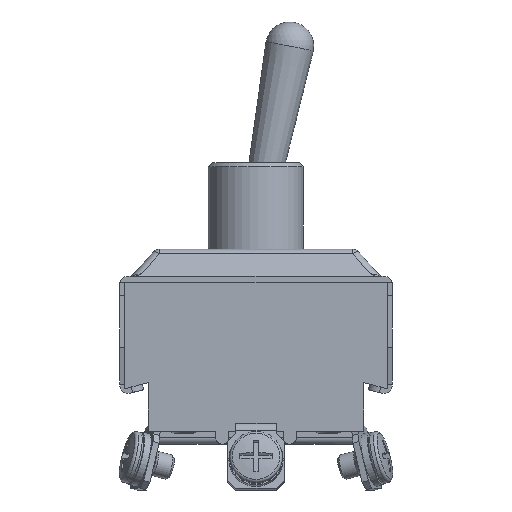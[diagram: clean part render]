
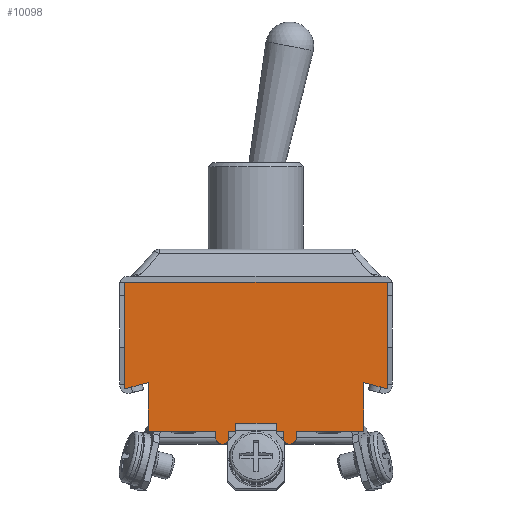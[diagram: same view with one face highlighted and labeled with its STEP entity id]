
A CAD part, front view. The second image highlights one B-rep face of the part: STEP entity #10098.
In plain terms, the highlighted planar face has unit normal (0, -1, 0).
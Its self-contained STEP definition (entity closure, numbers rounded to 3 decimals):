
#530=PLANE('',#10977);
#1308=LINE('',#18662,#2259);
#1317=LINE('',#18679,#2268);
#1367=LINE('',#18781,#2318);
#1382=LINE('',#18813,#2333);
#1403=LINE('',#18853,#2354);
#1426=LINE('',#18914,#2377);
#1428=LINE('',#18918,#2379);
#1430=LINE('',#18925,#2381);
#1435=LINE('',#18934,#2386);
#1436=LINE('',#18937,#2387);
#1442=LINE('',#18950,#2393);
#1444=LINE('',#18954,#2395);
#1453=LINE('',#18970,#2404);
#1454=LINE('',#18972,#2405);
#1458=LINE('',#18980,#2409);
#1459=LINE('',#18982,#2410);
#1471=LINE('',#19006,#2422);
#1472=LINE('',#19008,#2423);
#2259=VECTOR('',#13256,10.);
#2268=VECTOR('',#13269,10.);
#2318=VECTOR('',#13369,10.);
#2333=VECTOR('',#13390,10.);
#2354=VECTOR('',#13441,10.);
#2377=VECTOR('',#13502,10.);
#2379=VECTOR('',#13506,10.);
#2381=VECTOR('',#13514,10.);
#2386=VECTOR('',#13523,10.);
#2387=VECTOR('',#13526,10.);
#2393=VECTOR('',#13540,10.);
#2395=VECTOR('',#13542,10.);
#2404=VECTOR('',#13555,10.);
#2405=VECTOR('',#13558,10.);
#2409=VECTOR('',#13566,10.);
#2410=VECTOR('',#13569,10.);
#2422=VECTOR('',#13595,10.);
#2423=VECTOR('',#13598,10.);
#3015=FACE_OUTER_BOUND('',#3596,.T.);
#3596=EDGE_LOOP('',(#9387,#9388,#9389,#9390,#9391,#9392,#9393,#9394,#9395,
#9396,#9397,#9398,#9399,#9400,#9401,#9402,#9403,#9404,#9405,#9406));
#3956=CIRCLE('',#10949,0.8);
#3957=CIRCLE('',#10956,0.8);
#4977=VERTEX_POINT('',#18659);
#4978=VERTEX_POINT('',#18661);
#4983=VERTEX_POINT('',#18676);
#4984=VERTEX_POINT('',#18678);
#5010=VERTEX_POINT('',#18778);
#5011=VERTEX_POINT('',#18780);
#5024=VERTEX_POINT('',#18810);
#5025=VERTEX_POINT('',#18812);
#5048=VERTEX_POINT('',#18912);
#5049=VERTEX_POINT('',#18916);
#5050=VERTEX_POINT('',#18920);
#5051=VERTEX_POINT('',#18924);
#5053=VERTEX_POINT('',#18932);
#5054=VERTEX_POINT('',#18936);
#5056=VERTEX_POINT('',#18944);
#5057=VERTEX_POINT('',#18948);
#5058=VERTEX_POINT('',#18951);
#5059=VERTEX_POINT('',#18953);
#5064=VERTEX_POINT('',#18968);
#5066=VERTEX_POINT('',#18978);
#6346=EDGE_CURVE('',#4978,#4977,#1308,.T.);
#6355=EDGE_CURVE('',#4984,#4983,#1317,.T.);
#6405=EDGE_CURVE('',#5011,#5010,#1367,.T.);
#6422=EDGE_CURVE('',#5025,#5024,#1382,.T.);
#6443=EDGE_CURVE('',#4977,#4984,#1403,.T.);
#6474=EDGE_CURVE('',#5010,#5048,#1426,.T.);
#6476=EDGE_CURVE('',#5048,#5049,#1428,.T.);
#6478=EDGE_CURVE('',#5049,#5050,#3956,.T.);
#6479=EDGE_CURVE('',#5051,#5025,#1430,.T.);
#6484=EDGE_CURVE('',#5050,#5053,#1435,.T.);
#6485=EDGE_CURVE('',#5054,#5051,#1436,.T.);
#6489=EDGE_CURVE('',#5056,#5054,#3957,.T.);
#6492=EDGE_CURVE('',#5053,#5057,#1442,.T.);
#6494=EDGE_CURVE('',#5059,#5058,#1444,.T.);
#6503=EDGE_CURVE('',#5057,#5064,#1453,.T.);
#6504=EDGE_CURVE('',#5058,#5056,#1454,.T.);
#6508=EDGE_CURVE('',#5064,#5066,#1458,.T.);
#6509=EDGE_CURVE('',#5066,#5059,#1459,.T.);
#6523=EDGE_CURVE('',#4983,#5011,#1471,.T.);
#6524=EDGE_CURVE('',#5024,#4978,#1472,.T.);
#9387=ORIENTED_EDGE('',*,*,#6478,.T.);
#9388=ORIENTED_EDGE('',*,*,#6484,.T.);
#9389=ORIENTED_EDGE('',*,*,#6492,.T.);
#9390=ORIENTED_EDGE('',*,*,#6503,.T.);
#9391=ORIENTED_EDGE('',*,*,#6508,.T.);
#9392=ORIENTED_EDGE('',*,*,#6509,.T.);
#9393=ORIENTED_EDGE('',*,*,#6494,.T.);
#9394=ORIENTED_EDGE('',*,*,#6504,.T.);
#9395=ORIENTED_EDGE('',*,*,#6489,.T.);
#9396=ORIENTED_EDGE('',*,*,#6485,.T.);
#9397=ORIENTED_EDGE('',*,*,#6479,.T.);
#9398=ORIENTED_EDGE('',*,*,#6422,.T.);
#9399=ORIENTED_EDGE('',*,*,#6524,.T.);
#9400=ORIENTED_EDGE('',*,*,#6346,.T.);
#9401=ORIENTED_EDGE('',*,*,#6443,.T.);
#9402=ORIENTED_EDGE('',*,*,#6355,.T.);
#9403=ORIENTED_EDGE('',*,*,#6523,.T.);
#9404=ORIENTED_EDGE('',*,*,#6405,.T.);
#9405=ORIENTED_EDGE('',*,*,#6474,.T.);
#9406=ORIENTED_EDGE('',*,*,#6476,.T.);
#10098=ADVANCED_FACE('',(#3015),#530,.T.);
#10949=AXIS2_PLACEMENT_3D('',#18922,#13510,#13511);
#10956=AXIS2_PLACEMENT_3D('',#18945,#13534,#13535);
#10977=AXIS2_PLACEMENT_3D('',#19016,#13611,#13612);
#13256=DIRECTION('',(0.,0.,1.));
#13269=DIRECTION('',(0.,0.,-1.));
#13369=DIRECTION('',(0.,0.,-1.));
#13390=DIRECTION('',(0.,0.,1.));
#13441=DIRECTION('',(-1.,0.,0.));
#13502=DIRECTION('',(1.,0.,0.));
#13506=DIRECTION('',(0.,0.,-1.));
#13510=DIRECTION('center_axis',(0.,-1.,0.));
#13511=DIRECTION('ref_axis',(-1.,0.,0.));
#13514=DIRECTION('',(1.,0.,0.));
#13523=DIRECTION('',(0.,0.,1.));
#13526=DIRECTION('',(0.,0.,1.));
#13534=DIRECTION('center_axis',(0.,-1.,0.));
#13535=DIRECTION('ref_axis',(-1.,0.,0.));
#13540=DIRECTION('',(1.,0.,0.));
#13542=DIRECTION('',(1.,0.,0.));
#13555=DIRECTION('',(0.,0.,1.));
#13558=DIRECTION('',(0.,0.,-1.));
#13566=DIRECTION('',(1.,0.,0.));
#13569=DIRECTION('',(0.,0.,-1.));
#13595=DIRECTION('',(0.965,0.,0.262));
#13598=DIRECTION('',(0.965,0.,-0.262));
#13611=DIRECTION('center_axis',(0.,-1.,0.));
#13612=DIRECTION('ref_axis',(1.,0.,0.));
#18659=CARTESIAN_POINT('',(16.35,-9.75,10.05));
#18661=CARTESIAN_POINT('',(16.35,-9.75,-3.25));
#18662=CARTESIAN_POINT('',(16.35,-9.75,-3.25));
#18676=CARTESIAN_POINT('',(-16.35,-9.75,-3.25));
#18678=CARTESIAN_POINT('',(-16.35,-9.75,10.05));
#18679=CARTESIAN_POINT('',(-16.35,-9.75,10.05));
#18778=CARTESIAN_POINT('',(-13.4,-9.75,-8.55));
#18780=CARTESIAN_POINT('',(-13.4,-9.75,-2.45));
#18781=CARTESIAN_POINT('',(-13.4,-9.75,-2.45));
#18810=CARTESIAN_POINT('',(13.4,-9.75,-2.45));
#18812=CARTESIAN_POINT('',(13.4,-9.75,-8.55));
#18813=CARTESIAN_POINT('',(13.4,-9.75,-10.15));
#18853=CARTESIAN_POINT('',(16.35,-9.75,10.05));
#18912=CARTESIAN_POINT('',(-5.,-9.75,-8.55));
#18914=CARTESIAN_POINT('',(-13.4,-9.75,-8.55));
#18916=CARTESIAN_POINT('',(-5.,-9.75,-9.35));
#18918=CARTESIAN_POINT('',(-5.,-9.75,-8.55));
#18920=CARTESIAN_POINT('',(-3.4,-9.75,-9.35));
#18922=CARTESIAN_POINT('Origin',(-4.2,-9.75,-9.35));
#18924=CARTESIAN_POINT('',(5.,-9.75,-8.55));
#18925=CARTESIAN_POINT('',(5.,-9.75,-8.55));
#18932=CARTESIAN_POINT('',(-3.4,-9.75,-8.55));
#18934=CARTESIAN_POINT('',(-3.4,-9.75,-9.35));
#18936=CARTESIAN_POINT('',(5.,-9.75,-9.35));
#18937=CARTESIAN_POINT('',(5.,-9.75,-9.35));
#18944=CARTESIAN_POINT('',(3.4,-9.75,-9.35));
#18945=CARTESIAN_POINT('Origin',(4.2,-9.75,-9.35));
#18948=CARTESIAN_POINT('',(-2.5,-9.75,-8.55));
#18950=CARTESIAN_POINT('',(-3.4,-9.75,-8.55));
#18951=CARTESIAN_POINT('',(3.4,-9.75,-8.55));
#18953=CARTESIAN_POINT('',(2.5,-9.75,-8.55));
#18954=CARTESIAN_POINT('',(-3.4,-9.75,-8.55));
#18968=CARTESIAN_POINT('',(-2.5,-9.75,-7.55));
#18970=CARTESIAN_POINT('',(-2.5,-9.75,-8.55));
#18972=CARTESIAN_POINT('',(3.4,-9.75,-8.55));
#18978=CARTESIAN_POINT('',(2.5,-9.75,-7.55));
#18980=CARTESIAN_POINT('',(-2.5,-9.75,-7.55));
#18982=CARTESIAN_POINT('',(2.5,-9.75,-7.55));
#19006=CARTESIAN_POINT('',(-16.35,-9.75,-3.25));
#19008=CARTESIAN_POINT('',(13.4,-9.75,-2.45));
#19016=CARTESIAN_POINT('Origin',(0.,-9.75,-0.05));
